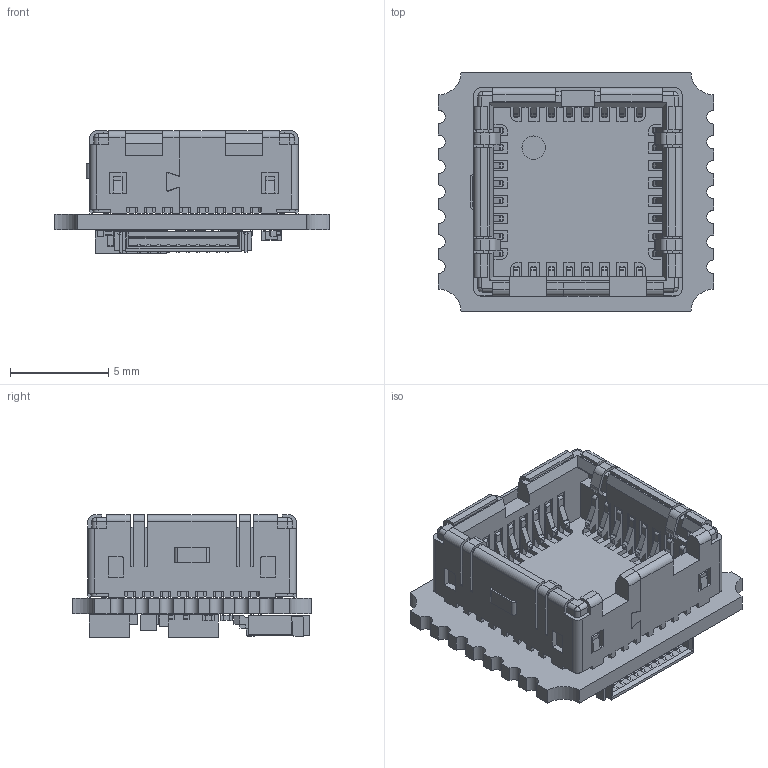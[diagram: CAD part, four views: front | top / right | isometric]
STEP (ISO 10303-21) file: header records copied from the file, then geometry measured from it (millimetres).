
FILE_DESCRIPTION(/* description */ (''),/* implementation_level */ '2;1');
FILE_NAME(/* name */ 'PureThermal_Micro_BoB.step',/* time_stamp */ '2024-08-01T13:23:45-07:00',/* author */ (''),/* organization */ (''),/* preprocessor_version */ 'ST-DEVELOPER v20',/* originating_system */ 'Autodesk Translation Framework v13.14.0.145',/* authorisation */ '');
FILE_SCHEMA (('AUTOMOTIVE_DESIGN { 1 0 10303 214 3 1 1 }'));
Length unit declared in the file: millimetre
Products named in the file (18): PureThermal_BoB_Mini; 105028-1001; COMPOUND; MIC33030 v1; SOLID (1); MIC537 v0; SOLID; 1-2328702-0; SOLID (7); C_0201_0603Metric; SOLID (4); C_0402_1005Metric; SOLID (2); R_0201_0603Metric; SOLID (3); C_0603_1608Metric; SOLID (5); _autosave-PureThermal_BoB_Mini PCB
Assembly tree (34 placements, depth 3):
  PureThermal_BoB_Mini
    105028-1001
      COMPOUND
    C_0402_1005Metric  x7
      SOLID (2)
    R_0201_0603Metric  x8
      SOLID (3)
    MIC33030 v1  x2
      SOLID (1)
    C_0201_0603Metric  x4
      SOLID (4)
    MIC537 v0
      SOLID
    1-2328702-0
      SOLID (7)
    C_0603_1608Metric
      SOLID (5)
    _autosave-PureThermal_BoB_Mini PCB
Bounding box: 14 x 12.2 x 6.25 mm (x, y, z)
Volume: 311 mm3; surface area: 1199.2 mm2
Topology: 26 solids, 26 shells, 2179 faces, 6316 edges, 4150 vertices
Faces by surface type: plane 1565, cylinder 610, bspline 4
Full cylindrical faces by diameter (mm): 0.4 x2, 1.2 x1
Entity records: 58932 total; most frequent: CARTESIAN_POINT 10998, ORIENTED_EDGE 10354, DIRECTION 9375, EDGE_CURVE 5177, LINE 4293, VECTOR 4293, VERTEX_POINT 3400, AXIS2_PLACEMENT_3D 2541
